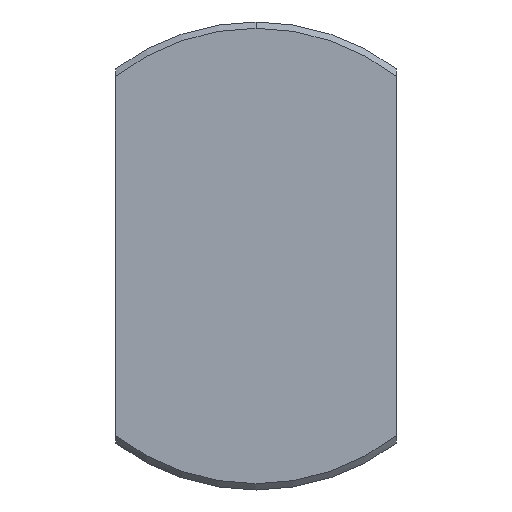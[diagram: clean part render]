
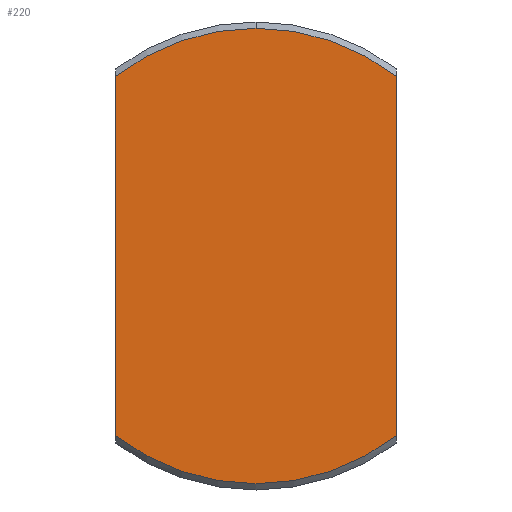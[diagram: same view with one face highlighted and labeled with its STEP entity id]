
A CAD part, front view. The second image highlights one B-rep face of the part: STEP entity #220.
In plain terms, the highlighted planar face has unit normal (0, -1, 0).
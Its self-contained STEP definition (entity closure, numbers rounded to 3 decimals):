
#9 = CARTESIAN_POINT ( 'NONE',  ( -9., -5.6, 0. ) ) ;
#27 = CARTESIAN_POINT ( 'NONE',  ( 0., -5.6, 0. ) ) ;
#43 = VERTEX_POINT ( 'NONE', #52 ) ;
#46 = VECTOR ( 'NONE', #678, 1000. ) ;
#47 = VERTEX_POINT ( 'NONE', #263 ) ;
#52 = CARTESIAN_POINT ( 'NONE',  ( 9., -5.6, -11.496 ) ) ;
#61 = DIRECTION ( 'NONE',  ( 0., -1., 0. ) ) ;
#90 = CIRCLE ( 'NONE', #237, 14.6 ) ;
#97 = DIRECTION ( 'NONE',  ( 0., -1., 0. ) ) ;
#108 = EDGE_CURVE ( 'NONE', #47, #43, #738, .T. ) ;
#116 = CARTESIAN_POINT ( 'NONE',  ( 0., -5.6, 0. ) ) ;
#122 = CIRCLE ( 'NONE', #723, 14.6 ) ;
#123 = EDGE_CURVE ( 'NONE', #43, #525, #203, .T. ) ;
#167 = VERTEX_POINT ( 'NONE', #428 ) ;
#179 = EDGE_CURVE ( 'NONE', #47, #167, #187, .T. ) ;
#187 = LINE ( 'NONE', #9, #46 ) ;
#203 = LINE ( 'NONE', #773, #649 ) ;
#217 = CARTESIAN_POINT ( 'NONE',  ( 0., -5.6, 14.6 ) ) ;
#220 = ADVANCED_FACE ( 'NONE', ( #305 ), #666, .F. ) ;
#237 = AXIS2_PLACEMENT_3D ( 'NONE', #389, #97, #511 ) ;
#245 = ORIENTED_EDGE ( 'NONE', *, *, #108, .T. ) ;
#263 = CARTESIAN_POINT ( 'NONE',  ( -9., -5.6, -11.496 ) ) ;
#269 = DIRECTION ( 'NONE',  ( 0., 0., 1. ) ) ;
#295 = AXIS2_PLACEMENT_3D ( 'NONE', #116, #554, #731 ) ;
#303 = ORIENTED_EDGE ( 'NONE', *, *, #123, .T. ) ;
#305 = FACE_OUTER_BOUND ( 'NONE', #412, .T. ) ;
#380 = AXIS2_PLACEMENT_3D ( 'NONE', #27, #750, #269 ) ;
#389 = CARTESIAN_POINT ( 'NONE',  ( 0., -5.6, 0. ) ) ;
#412 = EDGE_LOOP ( 'NONE', ( #673, #245, #303, #650, #494 ) ) ;
#414 = DIRECTION ( 'NONE',  ( 0., 0., 1. ) ) ;
#428 = CARTESIAN_POINT ( 'NONE',  ( -9., -5.6, 11.496 ) ) ;
#448 = DIRECTION ( 'NONE',  ( 0., 0., 1. ) ) ;
#475 = CARTESIAN_POINT ( 'NONE',  ( 0., -5.6, 0. ) ) ;
#492 = EDGE_CURVE ( 'NONE', #525, #550, #90, .T. ) ;
#494 = ORIENTED_EDGE ( 'NONE', *, *, #692, .T. ) ;
#511 = DIRECTION ( 'NONE',  ( 0., 0., 1. ) ) ;
#525 = VERTEX_POINT ( 'NONE', #642 ) ;
#550 = VERTEX_POINT ( 'NONE', #217 ) ;
#554 = DIRECTION ( 'NONE',  ( 0., 1., 0. ) ) ;
#642 = CARTESIAN_POINT ( 'NONE',  ( 9., -5.6, 11.496 ) ) ;
#649 = VECTOR ( 'NONE', #448, 1000. ) ;
#650 = ORIENTED_EDGE ( 'NONE', *, *, #492, .T. ) ;
#666 = PLANE ( 'NONE',  #295 ) ;
#673 = ORIENTED_EDGE ( 'NONE', *, *, #179, .F. ) ;
#678 = DIRECTION ( 'NONE',  ( 0., 0., 1. ) ) ;
#692 = EDGE_CURVE ( 'NONE', #550, #167, #122, .T. ) ;
#723 = AXIS2_PLACEMENT_3D ( 'NONE', #475, #61, #414 ) ;
#731 = DIRECTION ( 'NONE',  ( 0., 0., 1. ) ) ;
#738 = CIRCLE ( 'NONE', #380, 14.6 ) ;
#750 = DIRECTION ( 'NONE',  ( 0., -1., 0. ) ) ;
#773 = CARTESIAN_POINT ( 'NONE',  ( 9., -5.6, 0. ) ) ;
